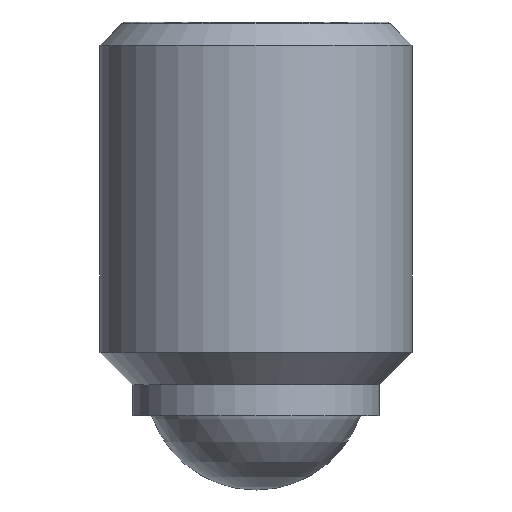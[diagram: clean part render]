
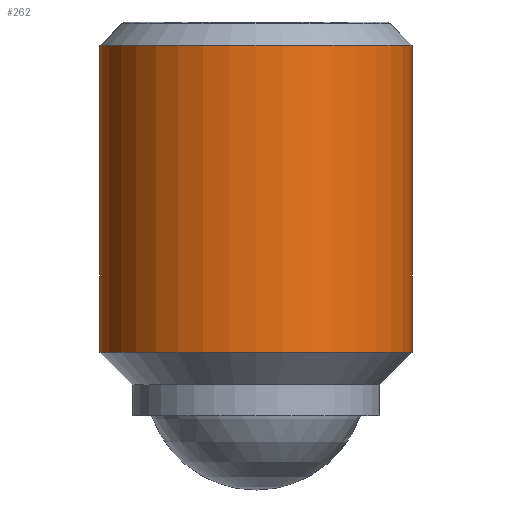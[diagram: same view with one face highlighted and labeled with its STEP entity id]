
A CAD part, front view. The second image highlights one B-rep face of the part: STEP entity #262.
In plain terms, the highlighted cylindrical face has radius 6 mm (diameter 12 mm), a partial arc.
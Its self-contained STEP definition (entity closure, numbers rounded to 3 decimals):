
#140=EDGE_CURVE('',#162,#270,#358,.T.);
#146=EDGE_CURVE('',#162,#194,#364,.T.);
#162=VERTEX_POINT('',#382);
#194=VERTEX_POINT('',#418);
#210=EDGE_CURVE('',#280,#270,#436,.T.);
#256=EDGE_CURVE('',#194,#280,#488,.T.);
#262=ADVANCED_FACE('',(#494),#495,.T.);
#270=VERTEX_POINT('',#504);
#280=VERTEX_POINT('',#516);
#358=CIRCLE('',#591,6.);
#364=LINE('',#599,#600);
#382=CARTESIAN_POINT('',(-6.,0.,-12.7));
#418=CARTESIAN_POINT('',(-6.,0.,-0.9));
#436=LINE('',#709,#710);
#488=CIRCLE('',#797,6.);
#494=FACE_OUTER_BOUND('',#805,.T.);
#495=CYLINDRICAL_SURFACE('',#806,6.);
#504=CARTESIAN_POINT('',(6.0,0.,-12.7));
#516=CARTESIAN_POINT('',(6.0,0.,-0.9));
#591=AXIS2_PLACEMENT_3D('',#936,#937,#938);
#599=CARTESIAN_POINT('',(-6.,0.,-6.8));
#600=VECTOR('',#942,1.0);
#709=CARTESIAN_POINT('',(6.0,0.,-6.8));
#710=VECTOR('',#1028,1.0);
#797=AXIS2_PLACEMENT_3D('',#1086,#1087,#1088);
#805=EDGE_LOOP('',(#1091,#1092,#1093,#1094));
#806=AXIS2_PLACEMENT_3D('',#1095,#1096,#1097);
#936=CARTESIAN_POINT('',(0.,0.,-12.7));
#937=DIRECTION('',(0.0,0.0,1.0));
#938=DIRECTION('',(-1.0,0.,0.0));
#942=DIRECTION('',(0.0,0.0,1.0));
#1028=DIRECTION('',(-0.0,-0.0,-1.0));
#1086=CARTESIAN_POINT('',(0.,0.,-0.9));
#1087=DIRECTION('',(0.0,0.0,1.0));
#1088=DIRECTION('',(-1.0,0.,0.0));
#1091=ORIENTED_EDGE('',*,*,#146,.F.);
#1092=ORIENTED_EDGE('',*,*,#140,.T.);
#1093=ORIENTED_EDGE('',*,*,#210,.F.);
#1094=ORIENTED_EDGE('',*,*,#256,.F.);
#1095=CARTESIAN_POINT('',(0.,0.,-6.8));
#1096=DIRECTION('',(-0.0,-0.0,-1.0));
#1097=DIRECTION('',(-1.0,0.,0.0));
